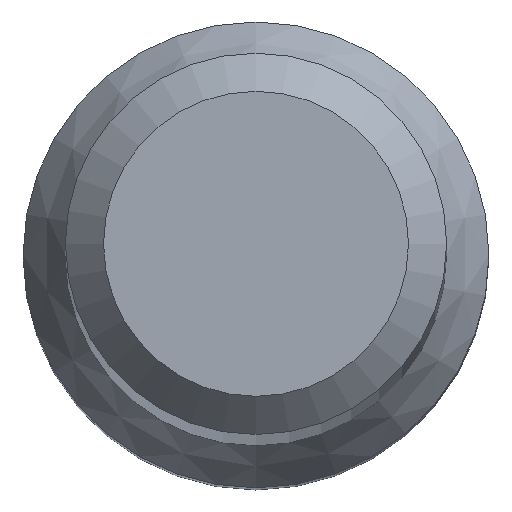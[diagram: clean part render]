
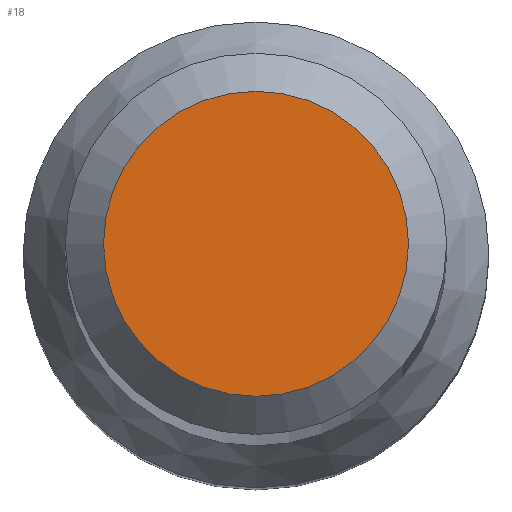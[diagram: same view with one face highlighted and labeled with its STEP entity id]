
A CAD part, top view. The second image highlights one B-rep face of the part: STEP entity #18.
In plain terms, the highlighted planar face has unit normal (0, 0, 1).
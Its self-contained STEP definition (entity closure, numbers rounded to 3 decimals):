
#8 = DIRECTION ( 'NONE',  ( 0., 0., 1. ) ) ;
#18 = ADVANCED_FACE ( 'NONE', ( #89 ), #126, .T. ) ;
#22 = DIRECTION ( 'NONE',  ( 0., 1., 0. ) ) ;
#45 = AXIS2_PLACEMENT_3D ( 'NONE', #134, #217, #22 ) ;
#89 = FACE_OUTER_BOUND ( 'NONE', #144, .T. ) ;
#95 = VERTEX_POINT ( 'NONE', #168 ) ;
#126 = PLANE ( 'NONE',  #167 ) ;
#134 = CARTESIAN_POINT ( 'NONE',  ( 0., 0., 80. ) ) ;
#143 = CARTESIAN_POINT ( 'NONE',  ( 0., 0., 80. ) ) ;
#144 = EDGE_LOOP ( 'NONE', ( #161 ) ) ;
#161 = ORIENTED_EDGE ( 'NONE', *, *, #176, .F. ) ;
#167 = AXIS2_PLACEMENT_3D ( 'NONE', #143, #8, #210 ) ;
#168 = CARTESIAN_POINT ( 'NONE',  ( 0., 1.6, 80. ) ) ;
#176 = EDGE_CURVE ( 'NONE', #95, #95, #212, .T. ) ;
#210 = DIRECTION ( 'NONE',  ( 0., -1., 0. ) ) ;
#212 = CIRCLE ( 'NONE', #45, 1.6 ) ;
#217 = DIRECTION ( 'NONE',  ( 0., 0., -1. ) ) ;
